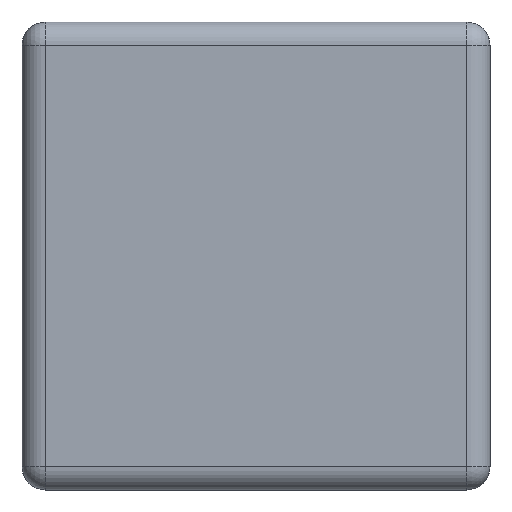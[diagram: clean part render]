
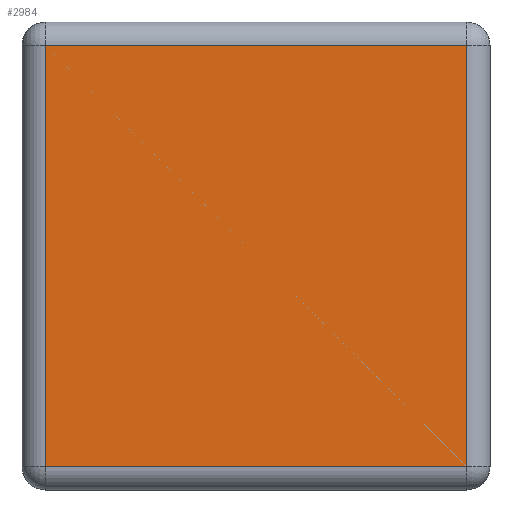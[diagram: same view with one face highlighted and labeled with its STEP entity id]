
A CAD part, left-side view. The second image highlights one B-rep face of the part: STEP entity #2984.
In plain terms, the highlighted planar face has unit normal (-1, 0, 0).
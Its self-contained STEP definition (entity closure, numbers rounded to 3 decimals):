
#44 = VERTEX_POINT ( 'NONE', #2500 ) ;
#108 = AXIS2_PLACEMENT_3D ( 'NONE', #1102, #2633, #1856 ) ;
#330 = CARTESIAN_POINT ( 'NONE',  ( -0.5, 0.225, 0. ) ) ;
#547 = DIRECTION ( 'NONE',  ( 0., 1., 0. ) ) ;
#851 = ORIENTED_EDGE ( 'NONE', *, *, #1482, .T. ) ;
#926 = CARTESIAN_POINT ( 'NONE',  ( -0.5, -0.225, 0.475 ) ) ;
#1045 = LINE ( 'NONE', #330, #2321 ) ;
#1102 = CARTESIAN_POINT ( 'NONE',  ( -0.5, 0., 0.5 ) ) ;
#1216 = VERTEX_POINT ( 'NONE', #926 ) ;
#1346 = EDGE_CURVE ( 'NONE', #2960, #44, #1045, .T. ) ;
#1422 = EDGE_CURVE ( 'NONE', #44, #1967, #1837, .T. ) ;
#1482 = EDGE_CURVE ( 'NONE', #1216, #2960, #2160, .T. ) ;
#1536 = LINE ( 'NONE', #1768, #2514 ) ;
#1738 = CARTESIAN_POINT ( 'NONE',  ( -0.5, -0.225, 0.025 ) ) ;
#1768 = CARTESIAN_POINT ( 'NONE',  ( -0.5, -0.225, 0.5 ) ) ;
#1837 = LINE ( 'NONE', #3162, #2652 ) ;
#1856 = DIRECTION ( 'NONE',  ( 0., 0., 1. ) ) ;
#1868 = ORIENTED_EDGE ( 'NONE', *, *, #1422, .T. ) ;
#1967 = VERTEX_POINT ( 'NONE', #1738 ) ;
#2160 = LINE ( 'NONE', #2453, #3360 ) ;
#2252 = ORIENTED_EDGE ( 'NONE', *, *, #2413, .T. ) ;
#2321 = VECTOR ( 'NONE', #2871, 1000. ) ;
#2355 = DIRECTION ( 'NONE',  ( 0., 0., 1. ) ) ;
#2413 = EDGE_CURVE ( 'NONE', #1967, #1216, #1536, .T. ) ;
#2453 = CARTESIAN_POINT ( 'NONE',  ( -0.5, 0., 0.475 ) ) ;
#2500 = CARTESIAN_POINT ( 'NONE',  ( -0.5, 0.225, 0.025 ) ) ;
#2514 = VECTOR ( 'NONE', #2355, 1000. ) ;
#2633 = DIRECTION ( 'NONE',  ( -1., 0., 0. ) ) ;
#2635 = ORIENTED_EDGE ( 'NONE', *, *, #1346, .T. ) ;
#2648 = CARTESIAN_POINT ( 'NONE',  ( -0.5, 0.225, 0.475 ) ) ;
#2652 = VECTOR ( 'NONE', #2885, 1000. ) ;
#2680 = PLANE ( 'NONE',  #108 ) ;
#2699 = FACE_OUTER_BOUND ( 'NONE', #3308, .T. ) ;
#2871 = DIRECTION ( 'NONE',  ( 0., 0., -1. ) ) ;
#2885 = DIRECTION ( 'NONE',  ( 0., -1., 0. ) ) ;
#2960 = VERTEX_POINT ( 'NONE', #2648 ) ;
#2984 = ADVANCED_FACE ( 'NONE', ( #2699 ), #2680, .T. ) ;
#3162 = CARTESIAN_POINT ( 'NONE',  ( -0.5, -0.25, 0.025 ) ) ;
#3308 = EDGE_LOOP ( 'NONE', ( #851, #2635, #1868, #2252 ) ) ;
#3360 = VECTOR ( 'NONE', #547, 1000. ) ;
